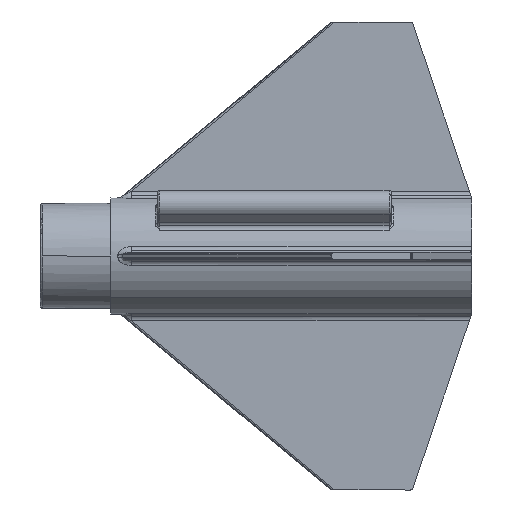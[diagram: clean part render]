
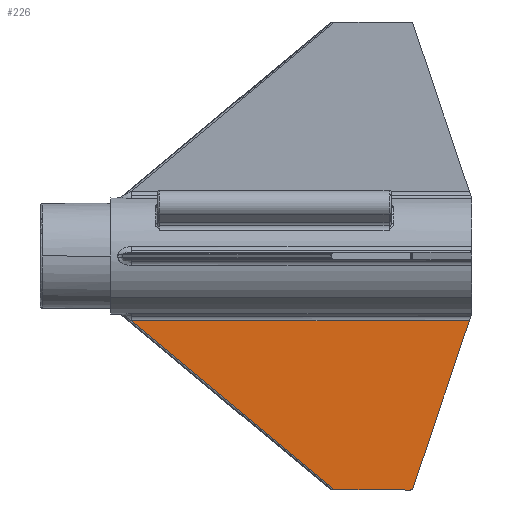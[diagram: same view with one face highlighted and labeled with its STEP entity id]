
A CAD part, front view. The second image highlights one B-rep face of the part: STEP entity #226.
In plain terms, the highlighted planar face has unit normal (0, -1, 0).
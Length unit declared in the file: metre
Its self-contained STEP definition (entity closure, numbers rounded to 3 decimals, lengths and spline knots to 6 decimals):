
#226=ADVANCED_FACE('977:266',(#548),#549,.T.);
#548=FACE_OUTER_BOUND('',#5847,.T.);
#549=PLANE('',#5848);
#5847=EDGE_LOOP('',(#11129,#11130,#11131,#11132,#11133,#11134));
#5848=AXIS2_PLACEMENT_3D('',#11135,#11136,#11137);
#11129=ORIENTED_EDGE('',*,*,#12014,.F.);
#11130=ORIENTED_EDGE('',*,*,#11762,.F.);
#11131=ORIENTED_EDGE('',*,*,#11973,.F.);
#11132=ORIENTED_EDGE('',*,*,#11793,.F.);
#11133=ORIENTED_EDGE('',*,*,#11978,.F.);
#11134=ORIENTED_EDGE('',*,*,#12015,.T.);
#11135=CARTESIAN_POINT('',(0.422564,0.024014,0.002591));
#11136=DIRECTION('',(0.,-1.0,0.));
#11137=DIRECTION('',(1.0,0.,0.));
#11762=EDGE_CURVE('977:893',#12415,#12417,#12418,.T.);
#11793=EDGE_CURVE('977:758',#12476,#12479,#12480,.F.);
#11973=EDGE_CURVE('977:749',#12479,#12415,#12765,.F.);
#11978=EDGE_CURVE('977:758',#12770,#12476,#12772,.F.);
#12014=EDGE_CURVE('977:890',#12417,#12820,#12821,.T.);
#12015=EDGE_CURVE('977:896',#12770,#12820,#12822,.T.);
#12415=VERTEX_POINT('',#19534);
#12417=VERTEX_POINT('',#19536);
#12418=LINE('',#19537,#19538);
#12476=VERTEX_POINT('',#19663);
#12479=VERTEX_POINT('',#19667);
#12480=CIRCLE('',#19668,0.00064);
#12765=LINE('',#20408,#20409);
#12770=VERTEX_POINT('',#20414);
#12772=CIRCLE('',#20417,0.00064);
#12820=VERTEX_POINT('',#20528);
#12821=LINE('',#20529,#20530);
#12822=LINE('',#20531,#20532);
#19534=CARTESIAN_POINT('',(0.385164,0.024014,-0.061409));
#19536=CARTESIAN_POINT('',(0.329588,0.024014,-0.015096));
#19537=CARTESIAN_POINT('',(0.365767,0.024014,-0.045245));
#19538=VECTOR('',#22098,0.64);
#19663=CARTESIAN_POINT('',(0.406291,0.024014,-0.061289));
#19667=CARTESIAN_POINT('',(0.405918,0.024014,-0.061409));
#19668=AXIS2_PLACEMENT_3D('',#22144,#22145,#22146);
#20408=CARTESIAN_POINT('',(0.408917,0.024014,-0.061409));
#20409=VECTOR('',#22531,0.64);
#20414=CARTESIAN_POINT('',(0.406525,0.024014,-0.060974));
#20417=AXIS2_PLACEMENT_3D('',#22542,#22543,#22544);
#20528=CARTESIAN_POINT('',(0.421995,0.024014,-0.015096));
#20529=CARTESIAN_POINT('',(0.320164,0.024014,-0.015096));
#20530=VECTOR('',#22600,1.28);
#20531=CARTESIAN_POINT('',(0.42094,0.024014,-0.018226));
#20532=VECTOR('',#22601,0.64);
#22098=DIRECTION('',(-0.768,0.,0.64));
#22144=CARTESIAN_POINT('',(0.405918,0.024014,-0.060769));
#22145=DIRECTION('',(0.,-1.0,0.));
#22146=DIRECTION('',(0.583,0.,-0.812));
#22531=DIRECTION('',(1.0,0.,0.));
#22542=CARTESIAN_POINT('',(0.405918,0.024014,-0.060769));
#22543=DIRECTION('',(0.,-1.0,0.));
#22544=DIRECTION('',(0.583,0.,-0.812));
#22600=DIRECTION('',(1.0,0.,0.));
#22601=DIRECTION('',(0.32,0.,0.948));
